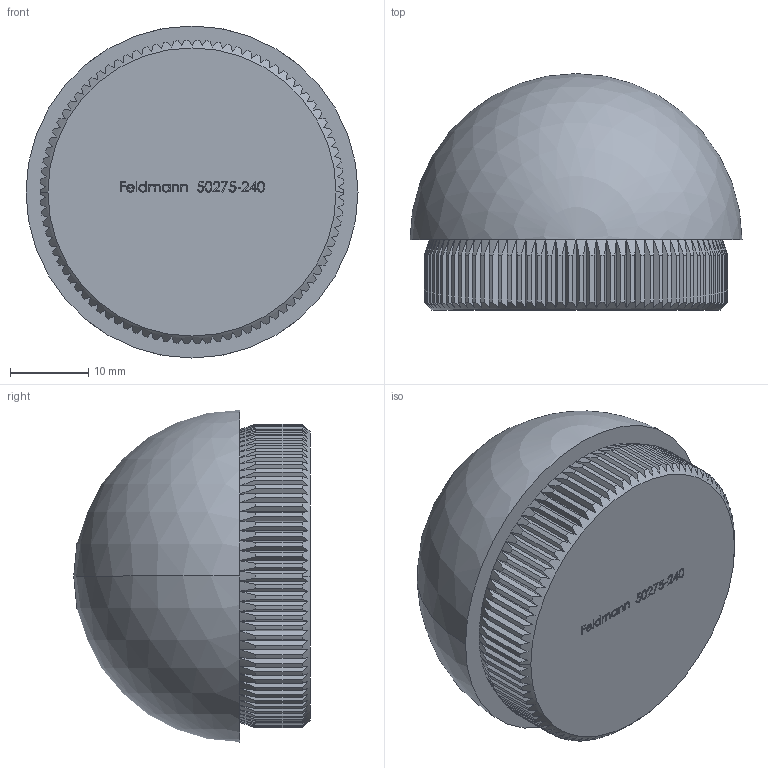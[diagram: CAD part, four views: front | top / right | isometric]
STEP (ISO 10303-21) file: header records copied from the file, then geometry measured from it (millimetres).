
FILE_DESCRIPTION (( 'STEP AP203' ), '1' );
FILE_NAME ('50270-240.step', '2018-10-25T11:44:40', ( '' ), ( '' ), 'SwSTEP 2.0', 'SolidWorks 2015', '' );
FILE_SCHEMA (( 'CONFIG_CONTROL_DESIGN' ));
Length unit declared in the file: millimetre
Products named in the file (1): 50270-240
Bounding box: 42.4 x 30.2 x 42.4 mm (x, y, z)
Volume: 30277.2 mm3; surface area: 5880.3 mm2
Topology: 1 solids, 1 shells, 586 faces, 1503 edges, 941 vertices
Faces by surface type: plane 306, bspline 94, cone 93, cylinder 91, sphere 2
Entity records: 23252 total; most frequent: CARTESIAN_POINT 10183, ORIENTED_EDGE 2998, DIRECTION 2217, EDGE_CURVE 1499, VERTEX_POINT 939, AXIS2_PLACEMENT_3D 773, LINE 671, VECTOR 671
